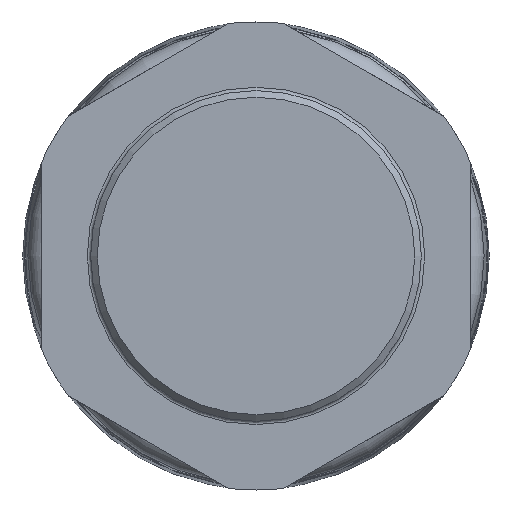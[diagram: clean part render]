
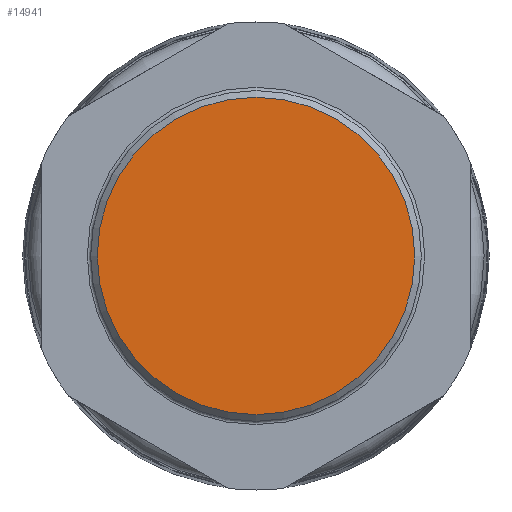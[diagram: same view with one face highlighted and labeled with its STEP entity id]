
A CAD part, left-side view. The second image highlights one B-rep face of the part: STEP entity #14941.
In plain terms, the highlighted planar face has unit normal (-1, 0, 0).
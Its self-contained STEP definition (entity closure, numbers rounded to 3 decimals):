
#1121=CIRCLE('',#15973,24.);
#2145=FACE_OUTER_BOUND('',#3070,.T.);
#3070=EDGE_LOOP('',(#11092));
#6205=VERTEX_POINT('',#26244);
#7992=EDGE_CURVE('',#6205,#6205,#1121,.T.);
#11092=ORIENTED_EDGE('',*,*,#7992,.F.);
#13598=PLANE('',#15972);
#14941=ADVANCED_FACE('',(#2145),#13598,.T.);
#15972=AXIS2_PLACEMENT_3D('',#26243,#18512,#18513);
#15973=AXIS2_PLACEMENT_3D('',#26245,#18514,#18515);
#18512=DIRECTION('center_axis',(-1.,0.,0.));
#18513=DIRECTION('ref_axis',(0.,0.,
-1.));
#18514=DIRECTION('center_axis',(1.,0.,0.));
#18515=DIRECTION('ref_axis',(0.,0.,
1.));
#26243=CARTESIAN_POINT('Origin',(-47.188,-24.,0.));
#26244=CARTESIAN_POINT('',(-47.188,-24.,0.));
#26245=CARTESIAN_POINT('Origin',(-47.188,0.,
0.));
